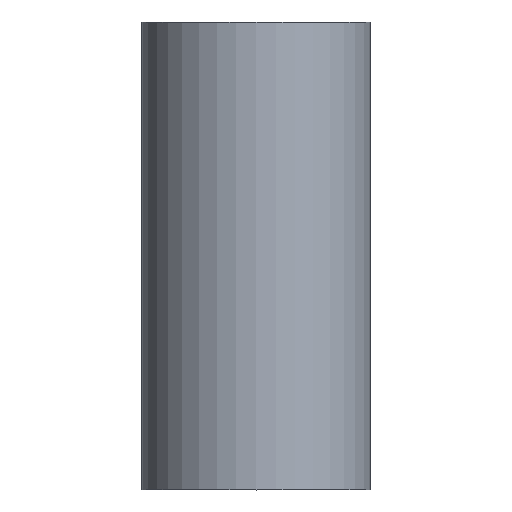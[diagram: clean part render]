
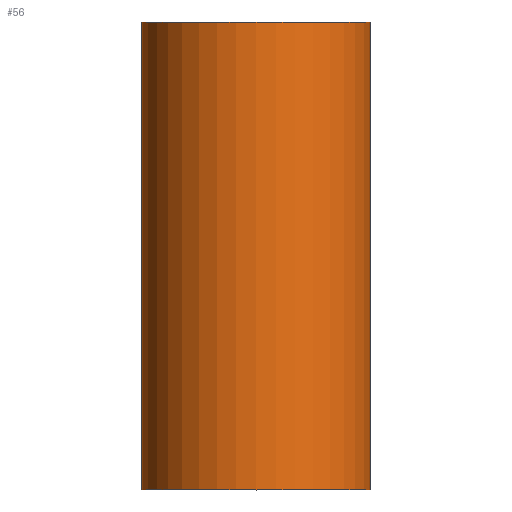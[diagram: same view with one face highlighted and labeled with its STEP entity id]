
A CAD part, top view. The second image highlights one B-rep face of the part: STEP entity #56.
In plain terms, the highlighted cylindrical face has radius 2.45 mm (diameter 4.9 mm), a full revolution.
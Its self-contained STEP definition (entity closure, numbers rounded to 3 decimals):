
#56=ADVANCED_FACE('',(#84,#86),#88,.T.);
#84=FACE_OUTER_BOUND('',#85,.T.);
#85=EDGE_LOOP('',(#99));
#86=FACE_OUTER_BOUND('',#87,.T.);
#87=EDGE_LOOP('',(#100));
#88=CYLINDRICAL_SURFACE('',#89,2.45);
#89=AXIS2_PLACEMENT_3D('',#90,#91,#92);
#90=CARTESIAN_POINT('',(0.,0.,0.));
#91=DIRECTION('',(0.,1.,0.));
#92=DIRECTION('',(-1.,0.,0.));
#99=ORIENTED_EDGE('',*,*,#103,.F.);
#100=ORIENTED_EDGE('',*,*,#101,.T.);
#101=EDGE_CURVE('',#105,#105,#106,.T.);
#103=EDGE_CURVE('',#109,#109,#110,.T.);
#105=VERTEX_POINT('',#113);
#106=CIRCLE('',#114,2.45);
#109=VERTEX_POINT('',#123);
#110=CIRCLE('',#124,2.45);
#113=CARTESIAN_POINT('',(-2.45,0.,0.));
#114=AXIS2_PLACEMENT_3D('',#115,#116,#117);
#115=CARTESIAN_POINT('',(0.,0.,0.));
#116=DIRECTION('',(0.,1.,0.));
#117=DIRECTION('',(-1.,0.,0.));
#123=CARTESIAN_POINT('',(-2.45,10.,0.));
#124=AXIS2_PLACEMENT_3D('',#125,#126,#127);
#125=CARTESIAN_POINT('',(0.,10.,0.));
#126=DIRECTION('',(0.,1.,0.));
#127=DIRECTION('',(-1.,0.,0.));
